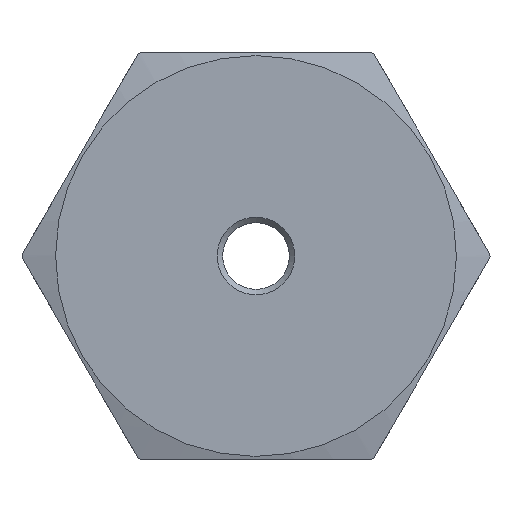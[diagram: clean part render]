
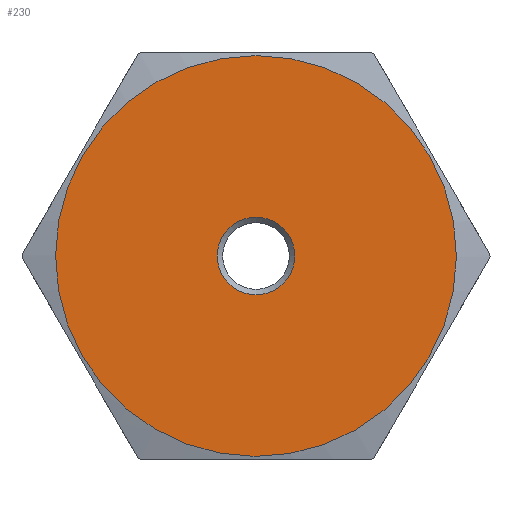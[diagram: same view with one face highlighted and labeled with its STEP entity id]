
A CAD part, left-side view. The second image highlights one B-rep face of the part: STEP entity #230.
In plain terms, the highlighted planar face has unit normal (-1, 0, 0).
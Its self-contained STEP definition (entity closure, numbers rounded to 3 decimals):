
#144=FACE_BOUND('',#311,.T.);
#145=FACE_BOUND('',#312,.T.);
#193=CIRCLE('',#672,34.5);
#194=CIRCLE('',#674,6.679);
#230=ADVANCED_FACE('',(#144,#145),#242,.F.);
#242=PLANE('',#675);
#311=EDGE_LOOP('',(#467));
#312=EDGE_LOOP('',(#468));
#467=ORIENTED_EDGE('',*,*,#585,.T.);
#468=ORIENTED_EDGE('',*,*,#584,.T.);
#518=VERTEX_POINT('',#1044);
#519=VERTEX_POINT('',#1047);
#584=EDGE_CURVE('',#518,#518,#193,.T.);
#585=EDGE_CURVE('',#519,#519,#194,.T.);
#672=AXIS2_PLACEMENT_3D('',#1043,#825,#826);
#674=AXIS2_PLACEMENT_3D('',#1046,#829,#830);
#675=AXIS2_PLACEMENT_3D('',#1048,#831,#832);
#825=DIRECTION('',(-1.,0.,0.));
#826=DIRECTION('',(0.,0.,1.));
#829=DIRECTION('',(1.,0.,0.));
#830=DIRECTION('',(0.,0.,-1.));
#831=DIRECTION('',(1.,0.,0.));
#832=DIRECTION('',(0.,0.,-1.));
#1043=CARTESIAN_POINT('',(0.,0.,0.));
#1044=CARTESIAN_POINT('',(0.,0.,34.5));
#1046=CARTESIAN_POINT('',(0.,0.,0.));
#1047=CARTESIAN_POINT('',(0.,0.,-6.679));
#1048=CARTESIAN_POINT('',(0.,0.,0.));
